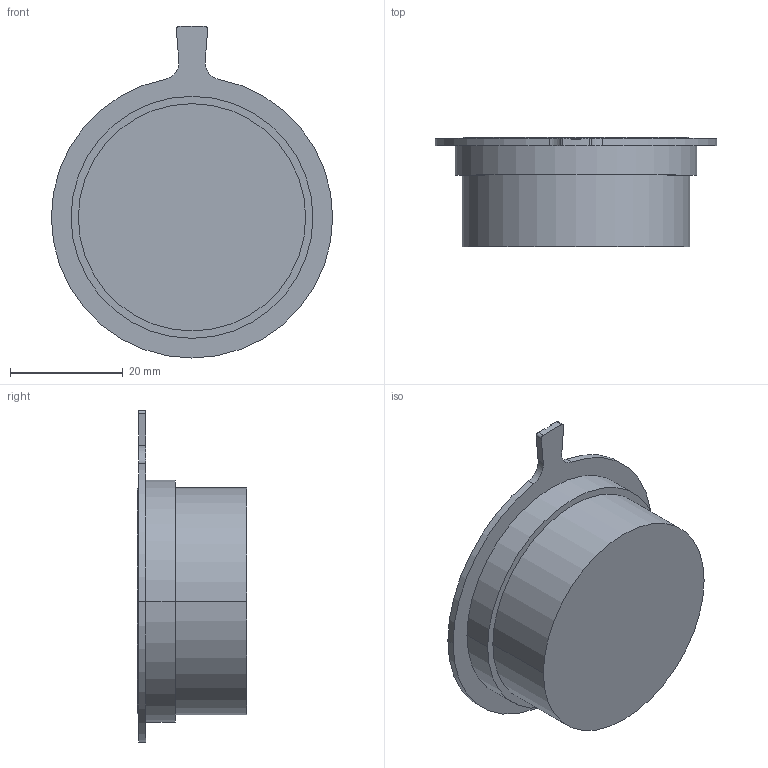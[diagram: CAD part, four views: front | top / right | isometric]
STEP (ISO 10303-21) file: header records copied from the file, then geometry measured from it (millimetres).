
FILE_DESCRIPTION (( 'STEP AP203' ), '1' );
FILE_NAME ('IRB_1010_ELO6_Valor predeterminado_sldprt.STEP', '2025-05-07T14:52:10', ( '' ), ( '' ), 'SwSTEP 2.0', 'SolidWorks 2023', '' );
FILE_SCHEMA (( 'CONFIG_CONTROL_DESIGN' ));
Length unit declared in the file: mil
Products named in the file (1): IRB_1010_ELO6_Valor predeterminado_sldprt
Bounding box: 50 x 19.4 x 59 mm (x, y, z)
Volume: 23001 mm3; surface area: 7772.5 mm2
Topology: 1 solids, 1 shells, 64 faces, 150 edges, 87 vertices
Faces by surface type: cylinder 29, cone 22, plane 11, torus 2
Entity records: 1847 total; most frequent: DIRECTION 346, CARTESIAN_POINT 292, ORIENTED_EDGE 280, AXIS2_PLACEMENT_3D 141, EDGE_CURVE 140, VERTEX_POINT 87, CIRCLE 76, EDGE_LOOP 73
